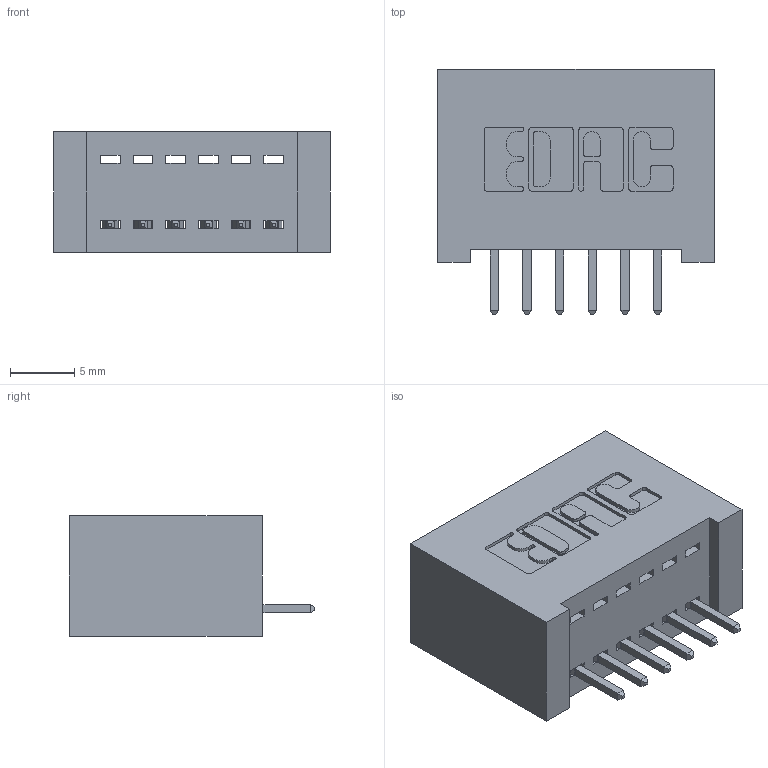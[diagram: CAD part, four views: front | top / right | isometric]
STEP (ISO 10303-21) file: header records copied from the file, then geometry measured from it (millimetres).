
FILE_DESCRIPTION (( 'STEP AP203' ), '1' );
FILE_NAME ('392-006-521-101.STEP', '2019-10-04T22:59:29', ( '' ), ( '' ), 'SwSTEP 2.0', 'SolidWorks 2016', '' );
FILE_SCHEMA (( 'CONFIG_CONTROL_DESIGN' ));
Length unit declared in the file: inch
Products named in the file (3): 342 Part_Lugless; 345-292-001_345-293-121; 392-006-521-101
Assembly tree (7 placements, depth 2):
  392-006-521-101
    342 Part_Lugless
    345-292-001_345-293-121  x6
Bounding box: 21.49 x 19.06 x 9.4 mm (x, y, z)
Volume: 2143.4 mm3; surface area: 2733.1 mm2
Topology: 7 solids, 7 shells, 450 faces, 1331 edges, 878 vertices
Faces by surface type: plane 314, cylinder 136
Entity records: 7933 total; most frequent: CARTESIAN_POINT 1380, ORIENTED_EDGE 1322, DIRECTION 1229, EDGE_CURVE 661, LINE 541, VECTOR 541, VERTEX_POINT 438, AXIS2_PLACEMENT_3D 344
